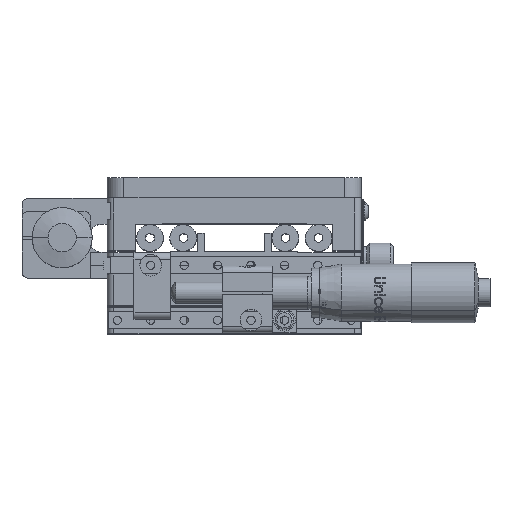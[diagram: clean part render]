
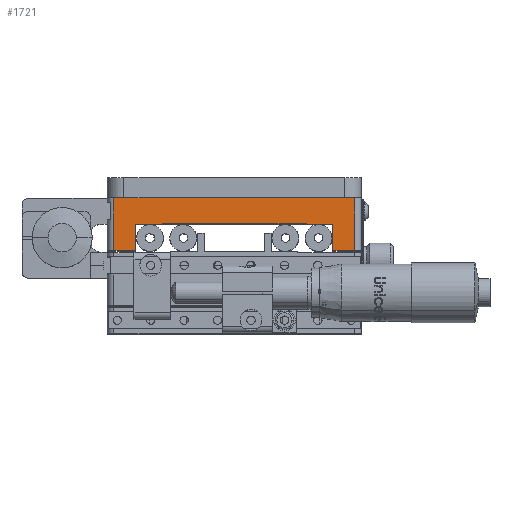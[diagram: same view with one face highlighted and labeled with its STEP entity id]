
A CAD part, top view. The second image highlights one B-rep face of the part: STEP entity #1721.
In plain terms, the highlighted planar face has unit normal (0, 0, 1).
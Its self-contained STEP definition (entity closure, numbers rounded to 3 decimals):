
#146 = VECTOR ( 'NONE', #22775, 1000. ) ;
#646 = LINE ( 'NONE', #31168, #8001 ) ;
#1047 = CARTESIAN_POINT ( 'NONE',  ( 29.5, 16.4, 38. ) ) ;
#1180 = VECTOR ( 'NONE', #32990, 1000. ) ;
#1277 = VECTOR ( 'NONE', #6954, 1000. ) ;
#1316 = ORIENTED_EDGE ( 'NONE', *, *, #21235, .F. ) ;
#1721 = ADVANCED_FACE ( 'NONE', ( #2225 ), #31860, .F. ) ;
#1969 = VECTOR ( 'NONE', #20447, 1000. ) ;
#2225 = FACE_OUTER_BOUND ( 'NONE', #18869, .T. ) ;
#2571 = VERTEX_POINT ( 'NONE', #40443 ) ;
#2748 = CARTESIAN_POINT ( 'NONE',  ( -21.5, 24.3, 38. ) ) ;
#3701 = VERTEX_POINT ( 'NONE', #14990 ) ;
#3855 = CARTESIAN_POINT ( 'NONE',  ( -38., 16.4, 38. ) ) ;
#3935 = EDGE_CURVE ( 'NONE', #36132, #12231, #10351, .T. ) ;
#4233 = CARTESIAN_POINT ( 'NONE',  ( 29.5, 24.3, 38. ) ) ;
#4280 = VERTEX_POINT ( 'NONE', #14178 ) ;
#4815 = CARTESIAN_POINT ( 'NONE',  ( 36., 25.8, 38. ) ) ;
#5697 = DIRECTION ( 'NONE',  ( 0., 1., 0. ) ) ;
#5820 = DIRECTION ( 'NONE',  ( -1., 0., 0. ) ) ;
#5849 = ORIENTED_EDGE ( 'NONE', *, *, #21974, .F. ) ;
#5965 = ORIENTED_EDGE ( 'NONE', *, *, #22037, .F. ) ;
#6274 = CARTESIAN_POINT ( 'NONE',  ( 21.5, 24.4, 38. ) ) ;
#6792 = VECTOR ( 'NONE', #24741, 1000. ) ;
#6954 = DIRECTION ( 'NONE',  ( 0., -1., 0. ) ) ;
#7116 = ORIENTED_EDGE ( 'NONE', *, *, #9675, .F. ) ;
#7352 = EDGE_CURVE ( 'NONE', #29968, #10103, #36794, .T. ) ;
#7410 = DIRECTION ( 'NONE',  ( -1., 0., 0. ) ) ;
#7996 = DIRECTION ( 'NONE',  ( 0., 1., 0. ) ) ;
#8001 = VECTOR ( 'NONE', #5820, 1000. ) ;
#8495 = LINE ( 'NONE', #1047, #146 ) ;
#9082 = DIRECTION ( 'NONE',  ( 1., 0., 0. ) ) ;
#9675 = EDGE_CURVE ( 'NONE', #36717, #12231, #26264, .T. ) ;
#10103 = VERTEX_POINT ( 'NONE', #24323 ) ;
#10130 = CARTESIAN_POINT ( 'NONE',  ( -36., 25.8, 38. ) ) ;
#10351 = LINE ( 'NONE', #4815, #1969 ) ;
#10518 = CARTESIAN_POINT ( 'NONE',  ( 36., 16.4, 38. ) ) ;
#10541 = VECTOR ( 'NONE', #20047, 1000. ) ;
#10949 = CARTESIAN_POINT ( 'NONE',  ( -38., 32.2, 38. ) ) ;
#10963 = VECTOR ( 'NONE', #5697, 1000. ) ;
#12168 = LINE ( 'NONE', #2748, #6792 ) ;
#12231 = VERTEX_POINT ( 'NONE', #31434 ) ;
#14169 = CARTESIAN_POINT ( 'NONE',  ( 21.5, 24.3, 38. ) ) ;
#14178 = CARTESIAN_POINT ( 'NONE',  ( -21.5, 24.4, 38. ) ) ;
#14715 = ORIENTED_EDGE ( 'NONE', *, *, #21345, .F. ) ;
#14990 = CARTESIAN_POINT ( 'NONE',  ( -21.5, 24.3, 38. ) ) ;
#15685 = EDGE_CURVE ( 'NONE', #3701, #29968, #18945, .T. ) ;
#15936 = LINE ( 'NONE', #4233, #40067 ) ;
#15948 = ORIENTED_EDGE ( 'NONE', *, *, #7352, .F. ) ;
#16896 = EDGE_CURVE ( 'NONE', #36132, #2571, #8495, .T. ) ;
#17225 = ORIENTED_EDGE ( 'NONE', *, *, #37552, .F. ) ;
#17433 = CARTESIAN_POINT ( 'NONE',  ( -38., 25.8, 38. ) ) ;
#17889 = VECTOR ( 'NONE', #32112, 1000. ) ;
#18869 = EDGE_LOOP ( 'NONE', ( #23569, #24359, #7116, #21282, #1316, #15948, #21802, #36209, #5965, #17225, #14715, #5849 ) ) ;
#18945 = LINE ( 'NONE', #32587, #10541 ) ;
#20047 = DIRECTION ( 'NONE',  ( -1., 0., 0. ) ) ;
#20447 = DIRECTION ( 'NONE',  ( 0., 1., 0. ) ) ;
#21235 = EDGE_CURVE ( 'NONE', #10103, #24823, #27262, .T. ) ;
#21282 = ORIENTED_EDGE ( 'NONE', *, *, #35993, .T. ) ;
#21345 = EDGE_CURVE ( 'NONE', #38897, #39327, #15936, .T. ) ;
#21802 = ORIENTED_EDGE ( 'NONE', *, *, #15685, .F. ) ;
#21974 = EDGE_CURVE ( 'NONE', #2571, #38897, #35152, .T. ) ;
#22037 = EDGE_CURVE ( 'NONE', #35860, #4280, #646, .T. ) ;
#22775 = DIRECTION ( 'NONE',  ( -1., 0., 0. ) ) ;
#23006 = CARTESIAN_POINT ( 'NONE',  ( -36., 16.4, 38. ) ) ;
#23510 = DIRECTION ( 'NONE',  ( 0., -1., 0. ) ) ;
#23569 = ORIENTED_EDGE ( 'NONE', *, *, #16896, .F. ) ;
#24323 = CARTESIAN_POINT ( 'NONE',  ( -29.5, 16.4, 38. ) ) ;
#24359 = ORIENTED_EDGE ( 'NONE', *, *, #3935, .T. ) ;
#24741 = DIRECTION ( 'NONE',  ( 0., -1., 0. ) ) ;
#24823 = VERTEX_POINT ( 'NONE', #23006 ) ;
#25411 = LINE ( 'NONE', #10130, #1277 ) ;
#25977 = CARTESIAN_POINT ( 'NONE',  ( -36., 32.2, 38. ) ) ;
#26264 = LINE ( 'NONE', #10949, #1180 ) ;
#27262 = LINE ( 'NONE', #3855, #17889 ) ;
#28435 = VECTOR ( 'NONE', #23510, 1000. ) ;
#29234 = VECTOR ( 'NONE', #7996, 1000. ) ;
#29332 = EDGE_CURVE ( 'NONE', #4280, #3701, #12168, .T. ) ;
#29659 = AXIS2_PLACEMENT_3D ( 'NONE', #17433, #33339, #9082 ) ;
#29968 = VERTEX_POINT ( 'NONE', #38206 ) ;
#31168 = CARTESIAN_POINT ( 'NONE',  ( -21.5, 24.4, 38. ) ) ;
#31434 = CARTESIAN_POINT ( 'NONE',  ( 36., 32.2, 38. ) ) ;
#31860 = PLANE ( 'NONE',  #29659 ) ;
#32112 = DIRECTION ( 'NONE',  ( -1., 0., 0. ) ) ;
#32587 = CARTESIAN_POINT ( 'NONE',  ( -29.5, 24.3, 38. ) ) ;
#32990 = DIRECTION ( 'NONE',  ( 1., 0., 0. ) ) ;
#33339 = DIRECTION ( 'NONE',  ( 0., 0., -1. ) ) ;
#33664 = CARTESIAN_POINT ( 'NONE',  ( 29.5, 16.4, 38. ) ) ;
#35152 = LINE ( 'NONE', #33664, #10963 ) ;
#35860 = VERTEX_POINT ( 'NONE', #6274 ) ;
#35993 = EDGE_CURVE ( 'NONE', #36717, #24823, #25411, .T. ) ;
#36066 = CARTESIAN_POINT ( 'NONE',  ( -29.5, 16.4, 38. ) ) ;
#36132 = VERTEX_POINT ( 'NONE', #10518 ) ;
#36209 = ORIENTED_EDGE ( 'NONE', *, *, #29332, .F. ) ;
#36717 = VERTEX_POINT ( 'NONE', #25977 ) ;
#36794 = LINE ( 'NONE', #36066, #28435 ) ;
#37552 = EDGE_CURVE ( 'NONE', #39327, #35860, #37631, .T. ) ;
#37631 = LINE ( 'NONE', #14169, #29234 ) ;
#38206 = CARTESIAN_POINT ( 'NONE',  ( -29.5, 24.3, 38. ) ) ;
#38897 = VERTEX_POINT ( 'NONE', #40621 ) ;
#39327 = VERTEX_POINT ( 'NONE', #40004 ) ;
#40004 = CARTESIAN_POINT ( 'NONE',  ( 21.5, 24.3, 38. ) ) ;
#40067 = VECTOR ( 'NONE', #7410, 1000. ) ;
#40443 = CARTESIAN_POINT ( 'NONE',  ( 29.5, 16.4, 38. ) ) ;
#40621 = CARTESIAN_POINT ( 'NONE',  ( 29.5, 24.3, 38. ) ) ;
